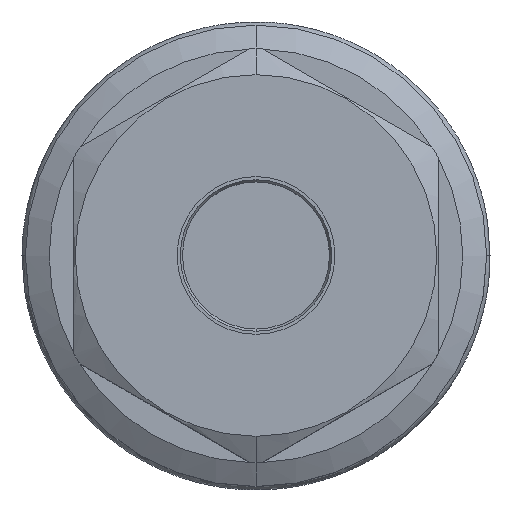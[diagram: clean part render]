
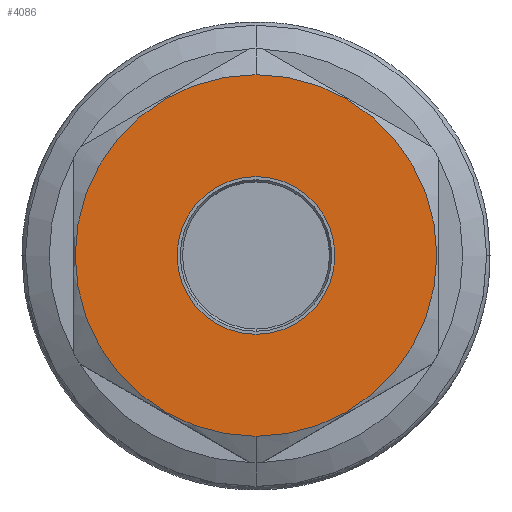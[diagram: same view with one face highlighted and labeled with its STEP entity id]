
A CAD part, top view. The second image highlights one B-rep face of the part: STEP entity #4086.
In plain terms, the highlighted planar face has unit normal (0, 0, 1).
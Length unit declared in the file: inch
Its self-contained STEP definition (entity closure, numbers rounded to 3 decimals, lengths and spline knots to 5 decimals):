
#770=CARTESIAN_POINT('',(0.,0.,4.811));
#771=DIRECTION('',(0.,0.,1.));
#772=DIRECTION('',(0.,-1.,0.));
#773=AXIS2_PLACEMENT_3D('',#770,#771,#772);
#775=CARTESIAN_POINT('',(0.,0.,4.811));
#776=DIRECTION('',(0.,0.,1.));
#777=DIRECTION('',(0.,1.,0.));
#778=AXIS2_PLACEMENT_3D('',#775,#776,#777);
#780=CARTESIAN_POINT('',(0.,0.,4.811));
#781=DIRECTION('',(0.,0.,1.));
#782=DIRECTION('',(0.,-1.,0.));
#783=AXIS2_PLACEMENT_3D('',#780,#781,#782);
#785=CARTESIAN_POINT('',(0.,0.,4.811));
#786=DIRECTION('',(0.,0.,1.));
#787=DIRECTION('',(0.,1.,0.));
#788=AXIS2_PLACEMENT_3D('',#785,#786,#787);
#2491=CARTESIAN_POINT('',(0.,-0.807,4.811));
#2492=CARTESIAN_POINT('',(0.,0.807,4.811));
#2493=VERTEX_POINT('',#2491);
#2494=VERTEX_POINT('',#2492);
#2579=CARTESIAN_POINT('',(0.,-0.352,4.811));
#2580=CARTESIAN_POINT('',(0.,0.352,4.811));
#2581=VERTEX_POINT('',#2579);
#2582=VERTEX_POINT('',#2580);
#4071=CARTESIAN_POINT('',(0.,0.,4.811));
#4072=DIRECTION('',(0.,0.,1.));
#4073=DIRECTION('',(0.,1.,0.));
#4074=AXIS2_PLACEMENT_3D('',#4071,#4072,#4073);
#4075=PLANE('',#4074);
#4076=ORIENTED_EDGE('',*,*,#3729,.F.);
#4077=ORIENTED_EDGE('',*,*,#4055,.F.);
#4078=EDGE_LOOP('',(#4076,#4077));
#4079=FACE_OUTER_BOUND('',#4078,.F.);
#4081=ORIENTED_EDGE('',*,*,#4080,.T.);
#4083=ORIENTED_EDGE('',*,*,#4082,.T.);
#4084=EDGE_LOOP('',(#4081,#4083));
#4085=FACE_BOUND('',#4084,.F.);
#774=CIRCLE('',#773,0.807);
#779=CIRCLE('',#778,0.807);
#784=CIRCLE('',#783,0.352);
#789=CIRCLE('',#788,0.352);
#3729=EDGE_CURVE('',#2493,#2494,#774,.T.);
#4055=EDGE_CURVE('',#2494,#2493,#779,.T.);
#4080=EDGE_CURVE('',#2581,#2582,#784,.T.);
#4082=EDGE_CURVE('',#2582,#2581,#789,.T.);
#4086=ADVANCED_FACE('',(#4079,#4085),#4075,.T.);
